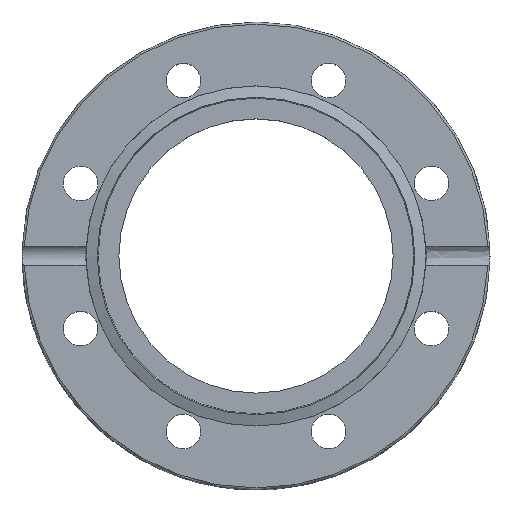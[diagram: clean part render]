
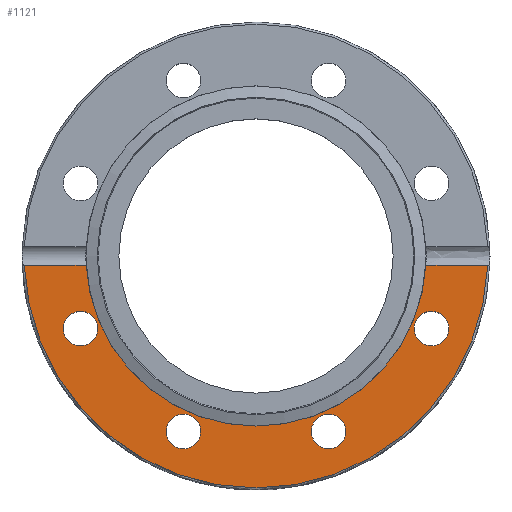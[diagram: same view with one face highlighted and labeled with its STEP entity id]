
A CAD part, top view. The second image highlights one B-rep face of the part: STEP entity #1121.
In plain terms, the highlighted planar face has unit normal (0, 0, 1).
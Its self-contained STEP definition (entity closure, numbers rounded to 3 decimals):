
#369=CARTESIAN_POINT('',(56.206,-2.236,17.5));
#370=VERTEX_POINT('',#369);
#371=CARTESIAN_POINT('',(41.189,-2.236,17.5));
#372=VERTEX_POINT('',#371);
#373=CARTESIAN_POINT('',(56.206,-2.236,17.5));
#374=DIRECTION('',(-1.0,0.0,0.0));
#375=VECTOR('',#374,15.016);
#376=LINE('',#373,#375);
#377=EDGE_CURVE('',#370,#372,#376,.T.);
#496=CARTESIAN_POINT('',(-41.189,-2.236,17.5));
#497=VERTEX_POINT('',#496);
#523=CARTESIAN_POINT('',(0.0,0.,17.5));
#524=DIRECTION('',(0.0,0.0,-1.0));
#525=DIRECTION('',(0.0,-1.0,0.0));
#526=AXIS2_PLACEMENT_3D('',#523,#524,#525);
#527=CIRCLE('',#526,41.25);
#528=EDGE_CURVE('',#372,#497,#527,.T.);
#664=CARTESIAN_POINT('',(-56.206,-2.236,17.5));
#665=VERTEX_POINT('',#664);
#681=CARTESIAN_POINT('',(-41.189,-2.236,17.5));
#682=DIRECTION('',(-1.0,0.0,0.0));
#683=VECTOR('',#682,15.016);
#684=LINE('',#681,#683);
#685=EDGE_CURVE('',#497,#665,#684,.T.);
#753=CARTESIAN_POINT('',(39.575,-20.592,17.5));
#754=VERTEX_POINT('',#753);
#755=CARTESIAN_POINT('',(42.545,-17.623,17.5));
#756=DIRECTION('',(0.0,0.0,-1.));
#757=DIRECTION('',(-0.707,-0.707,0.0));
#758=AXIS2_PLACEMENT_3D('',#755,#756,#757);
#759=CIRCLE('',#758,4.2);
#760=EDGE_CURVE('',#754,#754,#759,.T.);
#794=CARTESIAN_POINT('',(13.423,-42.545,17.5));
#795=VERTEX_POINT('',#794);
#796=CARTESIAN_POINT('',(17.623,-42.545,17.5));
#797=DIRECTION('',(0.0,0.0,-1.0));
#798=DIRECTION('',(-1.0,0.0,0.0));
#799=AXIS2_PLACEMENT_3D('',#796,#797,#798);
#800=CIRCLE('',#799,4.2);
#801=EDGE_CURVE('',#795,#795,#800,.T.);
#835=CARTESIAN_POINT('',(-20.592,-39.575,17.5));
#836=VERTEX_POINT('',#835);
#837=CARTESIAN_POINT('',(-17.623,-42.545,17.5));
#838=DIRECTION('',(0.0,0.0,-1.0));
#839=DIRECTION('',(-0.707,0.707,0.0));
#840=AXIS2_PLACEMENT_3D('',#837,#838,#839);
#841=CIRCLE('',#840,4.2);
#842=EDGE_CURVE('',#836,#836,#841,.T.);
#876=CARTESIAN_POINT('',(-42.545,-13.423,17.5));
#877=VERTEX_POINT('',#876);
#878=CARTESIAN_POINT('',(-42.545,-17.623,17.5));
#879=DIRECTION('',(0.0,0.0,-1.0));
#880=DIRECTION('',(0.0,1.0,0.0));
#881=AXIS2_PLACEMENT_3D('',#878,#879,#880);
#882=CIRCLE('',#881,4.2);
#883=EDGE_CURVE('',#877,#877,#882,.T.);
#1086=CARTESIAN_POINT('',(0.0,0.0,17.5));
#1087=DIRECTION('',(0.0,0.0,-1.0));
#1088=DIRECTION('',(-1.0,0.0,0.0));
#1089=AXIS2_PLACEMENT_3D('',#1086,#1087,#1088);
#1090=CIRCLE('',#1089,56.25);
#1091=EDGE_CURVE('',#370,#665,#1090,.T.);
#1098=CARTESIAN_POINT('',(0.0,0.0,17.5));
#1099=DIRECTION('',(0.0,0.0,-1.0));
#1100=DIRECTION('',(-1.0,0.0,0.0));
#1101=AXIS2_PLACEMENT_3D('',#1098,#1099,#1100);
#1102=PLANE('',#1101);
#1103=ORIENTED_EDGE('',*,*,#377,.T.);
#1104=ORIENTED_EDGE('',*,*,#528,.T.);
#1105=ORIENTED_EDGE('',*,*,#685,.T.);
#1106=ORIENTED_EDGE('',*,*,#1091,.F.);
#1107=EDGE_LOOP('',(#1103,#1104,#1105,#1106));
#1108=FACE_OUTER_BOUND('',#1107,.T.);
#1109=ORIENTED_EDGE('',*,*,#760,.T.);
#1110=EDGE_LOOP('',(#1109));
#1111=FACE_BOUND('',#1110,.T.);
#1112=ORIENTED_EDGE('',*,*,#801,.T.);
#1113=EDGE_LOOP('',(#1112));
#1114=FACE_BOUND('',#1113,.T.);
#1115=ORIENTED_EDGE('',*,*,#842,.T.);
#1116=EDGE_LOOP('',(#1115));
#1117=FACE_BOUND('',#1116,.T.);
#1118=ORIENTED_EDGE('',*,*,#883,.T.);
#1119=EDGE_LOOP('',(#1118));
#1120=FACE_BOUND('',#1119,.T.);
#1121=ADVANCED_FACE('',(#1108,#1111,#1114,#1117,#1120),#1102,.F.);
